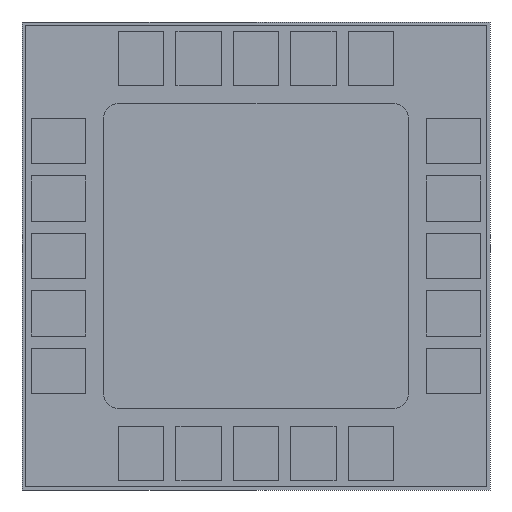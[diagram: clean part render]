
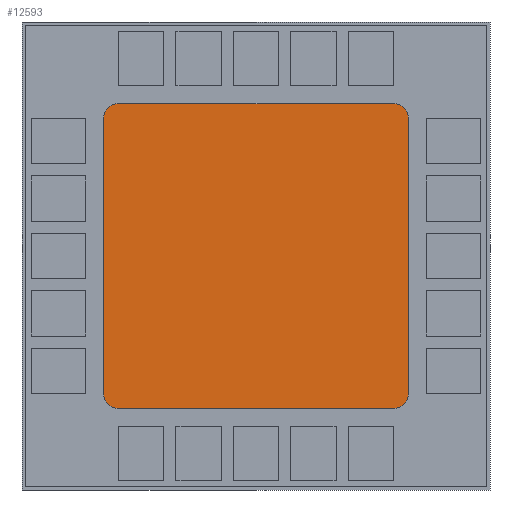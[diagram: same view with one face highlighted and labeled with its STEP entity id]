
A CAD part, front view. The second image highlights one B-rep face of the part: STEP entity #12593.
In plain terms, the highlighted planar face has unit normal (0, -1, 0).
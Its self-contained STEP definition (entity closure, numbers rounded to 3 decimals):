
#222 = CARTESIAN_POINT ( 'NONE',  ( 12.7, 1.1, 3.1 ) ) ;
#270 = AXIS2_PLACEMENT_3D ( 'NONE', #5993, #14758, #8425 ) ;
#635 = CARTESIAN_POINT ( 'NONE',  ( 12.7, 1.1, 2.6 ) ) ;
#1248 = CARTESIAN_POINT ( 'NONE',  ( 2.6, 1.1, 2.6 ) ) ;
#1254 = DIRECTION ( 'NONE',  ( 0., 0., 1. ) ) ;
#1622 = CARTESIAN_POINT ( 'NONE',  ( 12.2, 1.1, 12.2 ) ) ;
#1673 = VERTEX_POINT ( 'NONE', #222 ) ;
#1853 = DIRECTION ( 'NONE',  ( 0., 0., 1. ) ) ;
#1895 = DIRECTION ( 'NONE',  ( 1., 0., 0. ) ) ;
#1963 = CARTESIAN_POINT ( 'NONE',  ( 12.7, 1.1, 12.7 ) ) ;
#2075 = EDGE_CURVE ( 'NONE', #9319, #12848, #10298, .T. ) ;
#2353 = DIRECTION ( 'NONE',  ( 0., -1., 0. ) ) ;
#2502 = AXIS2_PLACEMENT_3D ( 'NONE', #7365, #2353, #1254 ) ;
#2671 = ORIENTED_EDGE ( 'NONE', *, *, #7522, .T. ) ;
#3716 = CARTESIAN_POINT ( 'NONE',  ( 12.2, 1.1, 3.1 ) ) ;
#3853 = CARTESIAN_POINT ( 'NONE',  ( 3.1, 1.1, 12.7 ) ) ;
#4717 = PLANE ( 'NONE',  #270 ) ;
#4836 = VERTEX_POINT ( 'NONE', #11060 ) ;
#4940 = EDGE_CURVE ( 'NONE', #14195, #1673, #6231, .T. ) ;
#5712 = VERTEX_POINT ( 'NONE', #6221 ) ;
#5993 = CARTESIAN_POINT ( 'NONE',  ( 0., 1.1, 0. ) ) ;
#6092 = LINE ( 'NONE', #12754, #10776 ) ;
#6155 = DIRECTION ( 'NONE',  ( 0., 0., 1. ) ) ;
#6221 = CARTESIAN_POINT ( 'NONE',  ( 12.2, 1.1, 12.7 ) ) ;
#6231 = CIRCLE ( 'NONE', #10590, 0.5 ) ;
#6365 = EDGE_CURVE ( 'NONE', #8067, #5712, #10894, .T. ) ;
#6480 = EDGE_CURVE ( 'NONE', #4836, #14195, #15986, .T. ) ;
#6823 = CARTESIAN_POINT ( 'NONE',  ( 3.1, 1.1, 3.1 ) ) ;
#7110 = CIRCLE ( 'NONE', #14048, 0.5 ) ;
#7365 = CARTESIAN_POINT ( 'NONE',  ( 3.1, 1.1, 12.2 ) ) ;
#7501 = CARTESIAN_POINT ( 'NONE',  ( 12.7, 1.1, 12.2 ) ) ;
#7522 = EDGE_CURVE ( 'NONE', #1673, #8067, #7523, .T. ) ;
#7523 = LINE ( 'NONE', #1963, #13785 ) ;
#7931 = ORIENTED_EDGE ( 'NONE', *, *, #15775, .T. ) ;
#8067 = VERTEX_POINT ( 'NONE', #7501 ) ;
#8103 = VERTEX_POINT ( 'NONE', #3853 ) ;
#8121 = CARTESIAN_POINT ( 'NONE',  ( 2.6, 1.1, 12.2 ) ) ;
#8222 = DIRECTION ( 'NONE',  ( 0., 0., 1. ) ) ;
#8425 = DIRECTION ( 'NONE',  ( 0., 0., 1. ) ) ;
#8578 = CIRCLE ( 'NONE', #2502, 0.5 ) ;
#8934 = DIRECTION ( 'NONE',  ( -1., 0., 0. ) ) ;
#9319 = VERTEX_POINT ( 'NONE', #8121 ) ;
#9994 = DIRECTION ( 'NONE',  ( 0., 0., -1. ) ) ;
#10059 = CARTESIAN_POINT ( 'NONE',  ( 12.2, 1.1, 2.6 ) ) ;
#10298 = LINE ( 'NONE', #1248, #10489 ) ;
#10489 = VECTOR ( 'NONE', #9994, 1000. ) ;
#10590 = AXIS2_PLACEMENT_3D ( 'NONE', #3716, #12376, #6155 ) ;
#10721 = DIRECTION ( 'NONE',  ( 0., 0., 1. ) ) ;
#10776 = VECTOR ( 'NONE', #8934, 1000. ) ;
#10872 = EDGE_LOOP ( 'NONE', ( #15644, #11909, #2671, #14687, #7931, #13212, #11577, #13668 ) ) ;
#10894 = CIRCLE ( 'NONE', #13534, 0.5 ) ;
#11060 = CARTESIAN_POINT ( 'NONE',  ( 3.1, 1.1, 2.6 ) ) ;
#11498 = EDGE_CURVE ( 'NONE', #12848, #4836, #7110, .T. ) ;
#11577 = ORIENTED_EDGE ( 'NONE', *, *, #2075, .T. ) ;
#11646 = DIRECTION ( 'NONE',  ( 0., -1., 0. ) ) ;
#11909 = ORIENTED_EDGE ( 'NONE', *, *, #4940, .T. ) ;
#12376 = DIRECTION ( 'NONE',  ( 0., -1., 0. ) ) ;
#12593 = ADVANCED_FACE ( 'NONE', ( #12939 ), #4717, .F. ) ;
#12754 = CARTESIAN_POINT ( 'NONE',  ( 2.6, 1.1, 12.7 ) ) ;
#12848 = VERTEX_POINT ( 'NONE', #15456 ) ;
#12939 = FACE_OUTER_BOUND ( 'NONE', #10872, .T. ) ;
#13212 = ORIENTED_EDGE ( 'NONE', *, *, #14119, .T. ) ;
#13534 = AXIS2_PLACEMENT_3D ( 'NONE', #1622, #11646, #10721 ) ;
#13668 = ORIENTED_EDGE ( 'NONE', *, *, #11498, .T. ) ;
#13785 = VECTOR ( 'NONE', #1853, 1000. ) ;
#14048 = AXIS2_PLACEMENT_3D ( 'NONE', #6823, #14564, #8222 ) ;
#14119 = EDGE_CURVE ( 'NONE', #8103, #9319, #8578, .T. ) ;
#14195 = VERTEX_POINT ( 'NONE', #10059 ) ;
#14564 = DIRECTION ( 'NONE',  ( 0., -1., 0. ) ) ;
#14612 = VECTOR ( 'NONE', #1895, 1000. ) ;
#14687 = ORIENTED_EDGE ( 'NONE', *, *, #6365, .T. ) ;
#14758 = DIRECTION ( 'NONE',  ( 0., 1., 0. ) ) ;
#15456 = CARTESIAN_POINT ( 'NONE',  ( 2.6, 1.1, 3.1 ) ) ;
#15644 = ORIENTED_EDGE ( 'NONE', *, *, #6480, .T. ) ;
#15775 = EDGE_CURVE ( 'NONE', #5712, #8103, #6092, .T. ) ;
#15986 = LINE ( 'NONE', #635, #14612 ) ;
